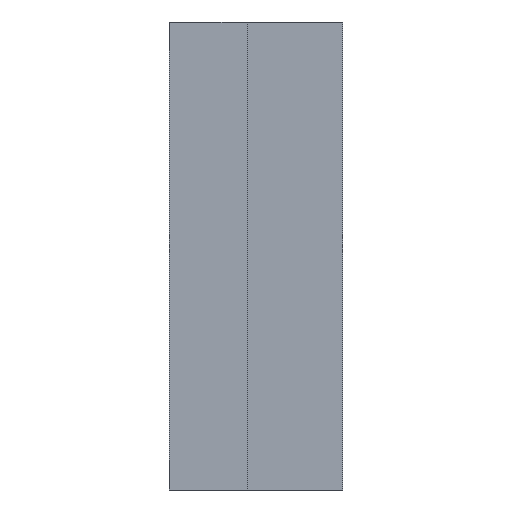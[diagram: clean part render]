
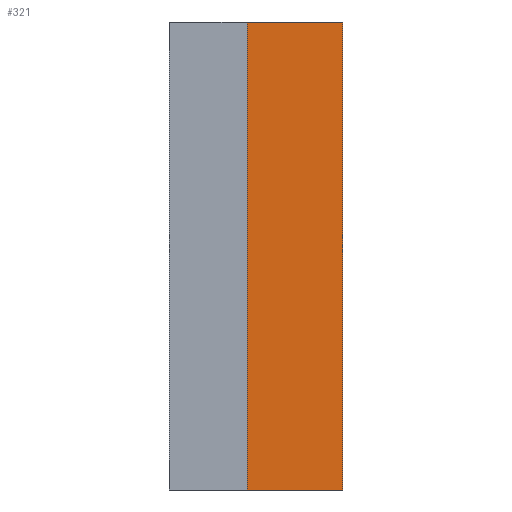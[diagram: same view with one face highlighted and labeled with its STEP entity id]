
A CAD part, front view. The second image highlights one B-rep face of the part: STEP entity #321.
In plain terms, the highlighted planar face has unit normal (0, -1, 0).
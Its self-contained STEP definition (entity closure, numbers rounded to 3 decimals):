
#321=ADVANCED_FACE('',(#406),#388,.T.);
#388=PLANE('',#964);
#406=FACE_OUTER_BOUND('',#414,.T.);
#414=EDGE_LOOP('',(#566,#567,#568,#569));
#566=ORIENTED_EDGE('',*,*,#837,.T.);
#567=ORIENTED_EDGE('',*,*,#838,.T.);
#568=ORIENTED_EDGE('',*,*,#839,.T.);
#569=ORIENTED_EDGE('',*,*,#840,.T.);
#746=VERTEX_POINT('',#1403);
#747=VERTEX_POINT('',#1404);
#748=VERTEX_POINT('',#1406);
#749=VERTEX_POINT('',#1408);
#837=EDGE_CURVE('',#746,#747,#927,.T.);
#838=EDGE_CURVE('',#747,#748,#928,.T.);
#839=EDGE_CURVE('',#748,#749,#929,.T.);
#840=EDGE_CURVE('',#749,#746,#930,.T.);
#927=LINE('',#1402,#945);
#928=LINE('',#1405,#946);
#929=LINE('',#1407,#947);
#930=LINE('',#1409,#948);
#945=VECTOR('',#1105,1.);
#946=VECTOR('',#1106,1.);
#947=VECTOR('',#1107,1.);
#948=VECTOR('',#1108,1.);
#964=AXIS2_PLACEMENT_3D('',#1410,#1109,#1110);
#1105=DIRECTION('',(-1.,0.,0.));
#1106=DIRECTION('',(0.,0.,-1.));
#1107=DIRECTION('',(1.,0.,0.));
#1108=DIRECTION('',(0.,0.,1.));
#1109=DIRECTION('',(0.,-1.,0.));
#1110=DIRECTION('',(0.,0.,-1.));
#1402=CARTESIAN_POINT('',(20.,-354.,-61.));
#1403=CARTESIAN_POINT('',(20.,-354.,-61.));
#1404=CARTESIAN_POINT('',(9.,-354.,-61.));
#1405=CARTESIAN_POINT('',(9.,-354.,-25.));
#1406=CARTESIAN_POINT('',(9.,-354.,-115.));
#1407=CARTESIAN_POINT('',(0.,-354.,-115.));
#1408=CARTESIAN_POINT('',(20.,-354.,-115.));
#1409=CARTESIAN_POINT('',(20.,-354.,-115.));
#1410=CARTESIAN_POINT('',(0.,-354.,0.));
